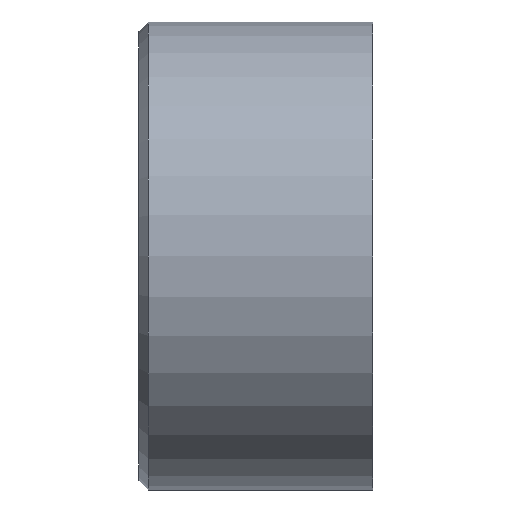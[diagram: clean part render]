
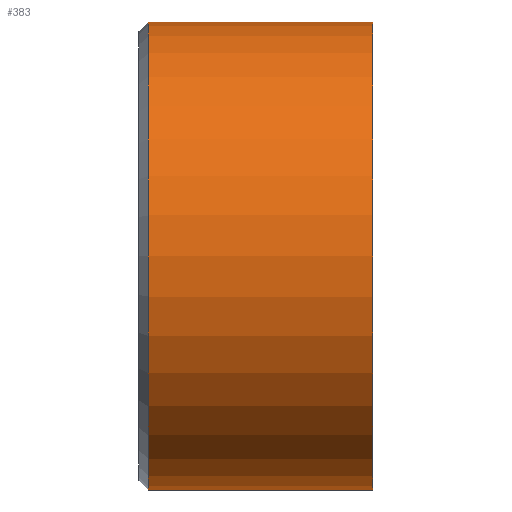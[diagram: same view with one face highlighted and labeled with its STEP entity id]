
A CAD part, front view. The second image highlights one B-rep face of the part: STEP entity #383.
In plain terms, the highlighted cylindrical face has radius 5 mm (diameter 10 mm), a partial arc.
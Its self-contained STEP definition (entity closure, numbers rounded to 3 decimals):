
#9 = DIRECTION ( 'NONE',  ( -1., 0., 0. ) ) ;
#28 = VERTEX_POINT ( 'NONE', #404 ) ;
#58 = CARTESIAN_POINT ( 'NONE',  ( 2.5, 0., 0. ) ) ;
#72 = CARTESIAN_POINT ( 'NONE',  ( 2.5, 0., 5. ) ) ;
#90 = EDGE_LOOP ( 'NONE', ( #712, #569, #689, #496 ) ) ;
#113 = DIRECTION ( 'NONE',  ( -1., 0., 0. ) ) ;
#127 = CYLINDRICAL_SURFACE ( 'NONE', #263, 5. ) ;
#128 = EDGE_CURVE ( 'NONE', #28, #594, #244, .T. ) ;
#181 = DIRECTION ( 'NONE',  ( -1., 0., 0. ) ) ;
#209 = DIRECTION ( 'NONE',  ( 1., 0., 0. ) ) ;
#210 = EDGE_CURVE ( 'NONE', #656, #713, #324, .T. ) ;
#242 = AXIS2_PLACEMENT_3D ( 'NONE', #694, #338, #746 ) ;
#244 = CIRCLE ( 'NONE', #695, 5. ) ;
#263 = AXIS2_PLACEMENT_3D ( 'NONE', #58, #181, #587 ) ;
#324 = CIRCLE ( 'NONE', #242, 5. ) ;
#337 = CARTESIAN_POINT ( 'NONE',  ( -2.3, 0., 5. ) ) ;
#338 = DIRECTION ( 'NONE',  ( 1., 0., 0. ) ) ;
#381 = EDGE_CURVE ( 'NONE', #594, #713, #482, .T. ) ;
#383 = ADVANCED_FACE ( 'NONE', ( #443 ), #127, .T. ) ;
#404 = CARTESIAN_POINT ( 'NONE',  ( 2.5, 0., 5. ) ) ;
#443 = FACE_OUTER_BOUND ( 'NONE', #90, .T. ) ;
#461 = EDGE_CURVE ( 'NONE', #28, #656, #607, .T. ) ;
#482 = LINE ( 'NONE', #586, #760 ) ;
#496 = ORIENTED_EDGE ( 'NONE', *, *, #210, .T. ) ;
#563 = CARTESIAN_POINT ( 'NONE',  ( 2.5, 0., 0. ) ) ;
#569 = ORIENTED_EDGE ( 'NONE', *, *, #128, .F. ) ;
#586 = CARTESIAN_POINT ( 'NONE',  ( 2.5, 0., -5. ) ) ;
#587 = DIRECTION ( 'NONE',  ( 0., 0., 1. ) ) ;
#591 = VECTOR ( 'NONE', #9, 1000. ) ;
#594 = VERTEX_POINT ( 'NONE', #685 ) ;
#607 = LINE ( 'NONE', #72, #591 ) ;
#621 = DIRECTION ( 'NONE',  ( 0., 0., -1. ) ) ;
#656 = VERTEX_POINT ( 'NONE', #337 ) ;
#685 = CARTESIAN_POINT ( 'NONE',  ( 2.5, 0., -5. ) ) ;
#689 = ORIENTED_EDGE ( 'NONE', *, *, #461, .T. ) ;
#694 = CARTESIAN_POINT ( 'NONE',  ( -2.3, 0., 0. ) ) ;
#695 = AXIS2_PLACEMENT_3D ( 'NONE', #563, #209, #621 ) ;
#700 = CARTESIAN_POINT ( 'NONE',  ( -2.3, 0., -5. ) ) ;
#712 = ORIENTED_EDGE ( 'NONE', *, *, #381, .F. ) ;
#713 = VERTEX_POINT ( 'NONE', #700 ) ;
#746 = DIRECTION ( 'NONE',  ( 0., 0., -1. ) ) ;
#760 = VECTOR ( 'NONE', #113, 1000. ) ;
